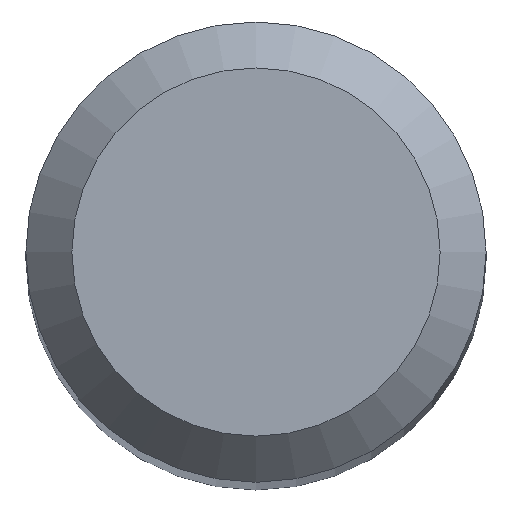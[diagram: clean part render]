
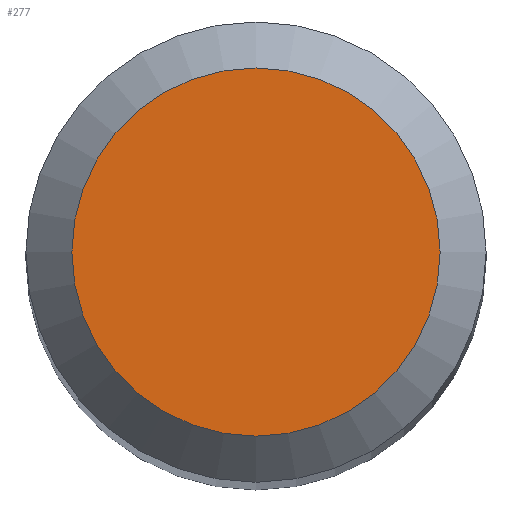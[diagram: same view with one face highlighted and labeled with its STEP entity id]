
A CAD part, top view. The second image highlights one B-rep face of the part: STEP entity #277.
In plain terms, the highlighted planar face has unit normal (0, 0, 1).
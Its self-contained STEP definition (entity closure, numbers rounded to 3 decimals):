
#21 = DIRECTION ( 'NONE',  ( -1., 0., 0. ) ) ;
#60 = AXIS2_PLACEMENT_3D ( 'NONE', #77, #336, #363 ) ;
#62 = ORIENTED_EDGE ( 'NONE', *, *, #327, .F. ) ;
#77 = CARTESIAN_POINT ( 'NONE',  ( 0., 0., 38. ) ) ;
#91 = EDGE_LOOP ( 'NONE', ( #62 ) ) ;
#129 = FACE_OUTER_BOUND ( 'NONE', #91, .T. ) ;
#184 = CIRCLE ( 'NONE', #362, 1.2 ) ;
#194 = DIRECTION ( 'NONE',  ( 0., 0., -1. ) ) ;
#219 = PLANE ( 'NONE',  #60 ) ;
#277 = ADVANCED_FACE ( 'NONE', ( #129 ), #219, .F. ) ;
#279 = CARTESIAN_POINT ( 'NONE',  ( 0., 0., 38. ) ) ;
#306 = CARTESIAN_POINT ( 'NONE',  ( -1.2, 0., 38. ) ) ;
#327 = EDGE_CURVE ( 'NONE', #358, #358, #184, .T. ) ;
#336 = DIRECTION ( 'NONE',  ( 0., 0., -1. ) ) ;
#358 = VERTEX_POINT ( 'NONE', #306 ) ;
#362 = AXIS2_PLACEMENT_3D ( 'NONE', #279, #194, #21 ) ;
#363 = DIRECTION ( 'NONE',  ( -1., 0., 0. ) ) ;
